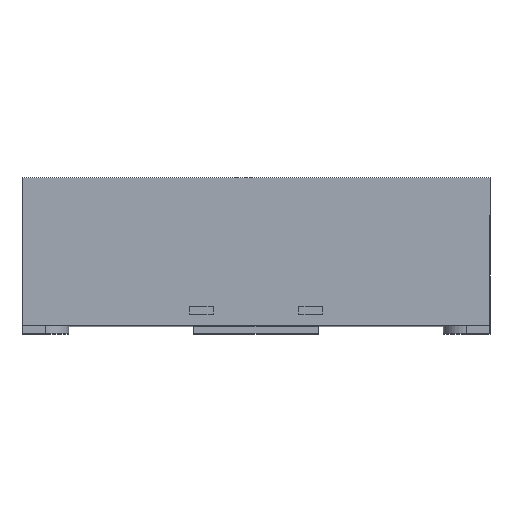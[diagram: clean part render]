
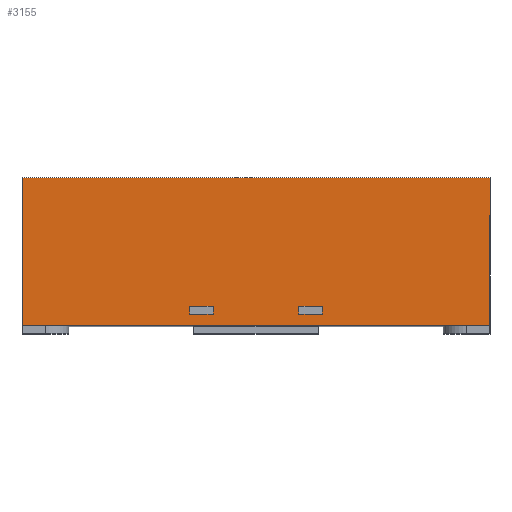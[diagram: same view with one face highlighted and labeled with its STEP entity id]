
A CAD part, top view. The second image highlights one B-rep face of the part: STEP entity #3155.
In plain terms, the highlighted planar face has unit normal (0, 0, 1).
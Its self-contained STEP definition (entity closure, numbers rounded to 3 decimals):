
#31 = FACE_BOUND ( 'NONE', #3971, .T. ) ;
#63 = EDGE_CURVE ( 'NONE', #3145, #2876, #3594, .T. ) ;
#70 = CARTESIAN_POINT ( 'NONE',  ( -0.425, 0.125, 1.5 ) ) ;
#100 = DIRECTION ( 'NONE',  ( -1., 0., 0. ) ) ;
#186 = CARTESIAN_POINT ( 'NONE',  ( 0.425, 0.125, 1.5 ) ) ;
#197 = CARTESIAN_POINT ( 'NONE',  ( 0.425, 0.175, 1.5 ) ) ;
#249 = CARTESIAN_POINT ( 'NONE',  ( -0.275, 0.175, 1.5 ) ) ;
#265 = LINE ( 'NONE', #3779, #2101 ) ;
#275 = ORIENTED_EDGE ( 'NONE', *, *, #1611, .F. ) ;
#281 = VERTEX_POINT ( 'NONE', #1815 ) ;
#326 = VECTOR ( 'NONE', #1710, 1000. ) ;
#372 = CARTESIAN_POINT ( 'NONE',  ( 0.275, 0.175, 1.5 ) ) ;
#581 = CARTESIAN_POINT ( 'NONE',  ( 0.425, 0.125, 1.5 ) ) ;
#625 = CARTESIAN_POINT ( 'NONE',  ( -1.5, -4.243, 1.5 ) ) ;
#632 = EDGE_LOOP ( 'NONE', ( #3786, #2835, #747, #1876 ) ) ;
#747 = ORIENTED_EDGE ( 'NONE', *, *, #2575, .F. ) ;
#760 = EDGE_CURVE ( 'NONE', #2982, #3916, #1263, .T. ) ;
#784 = LINE ( 'NONE', #186, #1222 ) ;
#804 = CARTESIAN_POINT ( 'NONE',  ( -0.425, 0.125, 1.5 ) ) ;
#808 = ORIENTED_EDGE ( 'NONE', *, *, #992, .F. ) ;
#830 = ORIENTED_EDGE ( 'NONE', *, *, #2373, .F. ) ;
#922 = LINE ( 'NONE', #3257, #3318 ) ;
#966 = DIRECTION ( 'NONE',  ( 0., 1., 0. ) ) ;
#992 = EDGE_CURVE ( 'NONE', #2876, #281, #1453, .T. ) ;
#1021 = CARTESIAN_POINT ( 'NONE',  ( 0.425, 0.175, 1.5 ) ) ;
#1069 = LINE ( 'NONE', #2252, #3449 ) ;
#1076 = DIRECTION ( 'NONE',  ( 0., 1., 0. ) ) ;
#1104 = DIRECTION ( 'NONE',  ( -1., 0., 0. ) ) ;
#1222 = VECTOR ( 'NONE', #2055, 1000. ) ;
#1240 = CARTESIAN_POINT ( 'NONE',  ( -1.5, 1., 1.5 ) ) ;
#1263 = LINE ( 'NONE', #625, #1895 ) ;
#1287 = VECTOR ( 'NONE', #2154, 1000. ) ;
#1333 = CARTESIAN_POINT ( 'NONE',  ( -0.425, 0.175, 1.5 ) ) ;
#1339 = DIRECTION ( 'NONE',  ( 0., -1., 0. ) ) ;
#1387 = CARTESIAN_POINT ( 'NONE',  ( -1.5, 1., 1.5 ) ) ;
#1424 = FACE_OUTER_BOUND ( 'NONE', #632, .T. ) ;
#1453 = LINE ( 'NONE', #1333, #3206 ) ;
#1571 = LINE ( 'NONE', #2030, #3575 ) ;
#1602 = EDGE_CURVE ( 'NONE', #2116, #2498, #265, .T. ) ;
#1611 = EDGE_CURVE ( 'NONE', #3304, #2116, #3460, .T. ) ;
#1624 = CARTESIAN_POINT ( 'NONE',  ( -1.5, -4.243, 1.5 ) ) ;
#1630 = CARTESIAN_POINT ( 'NONE',  ( 1.5, 1., 1.5 ) ) ;
#1710 = DIRECTION ( 'NONE',  ( 1., 0., 0. ) ) ;
#1729 = EDGE_CURVE ( 'NONE', #3337, #3304, #784, .T. ) ;
#1815 = CARTESIAN_POINT ( 'NONE',  ( -0.425, 0.175, 1.5 ) ) ;
#1836 = EDGE_CURVE ( 'NONE', #2498, #3337, #922, .T. ) ;
#1876 = ORIENTED_EDGE ( 'NONE', *, *, #760, .F. ) ;
#1894 = CARTESIAN_POINT ( 'NONE',  ( -1.5, 0.05, 1.5 ) ) ;
#1895 = VECTOR ( 'NONE', #2738, 1000. ) ;
#1941 = CARTESIAN_POINT ( 'NONE',  ( -0.275, 0.125, 1.5 ) ) ;
#1961 = LINE ( 'NONE', #1387, #326 ) ;
#2030 = CARTESIAN_POINT ( 'NONE',  ( -1.5, 0.05, 1.5 ) ) ;
#2055 = DIRECTION ( 'NONE',  ( 0., 1., 0. ) ) ;
#2101 = VECTOR ( 'NONE', #1339, 1000. ) ;
#2116 = VERTEX_POINT ( 'NONE', #372 ) ;
#2128 = VECTOR ( 'NONE', #3285, 1000. ) ;
#2130 = EDGE_CURVE ( 'NONE', #3569, #3107, #1069, .T. ) ;
#2154 = DIRECTION ( 'NONE',  ( 1., 0., 0. ) ) ;
#2252 = CARTESIAN_POINT ( 'NONE',  ( 1.5, -4.243, 1.5 ) ) ;
#2254 = CARTESIAN_POINT ( 'NONE',  ( 1.5, 0.05, 1.5 ) ) ;
#2263 = CARTESIAN_POINT ( 'NONE',  ( -0.275, 0.125, 1.5 ) ) ;
#2267 = DIRECTION ( 'NONE',  ( -1., 0., 0. ) ) ;
#2273 = VECTOR ( 'NONE', #1076, 1000. ) ;
#2294 = EDGE_CURVE ( 'NONE', #281, #3510, #3062, .T. ) ;
#2324 = EDGE_CURVE ( 'NONE', #3569, #2982, #1571, .T. ) ;
#2331 = DIRECTION ( 'NONE',  ( 1., 0., 0. ) ) ;
#2373 = EDGE_CURVE ( 'NONE', #3510, #3145, #2403, .T. ) ;
#2401 = ORIENTED_EDGE ( 'NONE', *, *, #63, .F. ) ;
#2403 = LINE ( 'NONE', #3497, #1287 ) ;
#2469 = ORIENTED_EDGE ( 'NONE', *, *, #1729, .F. ) ;
#2498 = VERTEX_POINT ( 'NONE', #2849 ) ;
#2554 = DIRECTION ( 'NONE',  ( 0., 0., 1. ) ) ;
#2575 = EDGE_CURVE ( 'NONE', #3916, #3107, #1961, .T. ) ;
#2625 = VECTOR ( 'NONE', #2267, 1000. ) ;
#2642 = DIRECTION ( 'NONE',  ( 1., 0., 0. ) ) ;
#2728 = FACE_BOUND ( 'NONE', #3196, .T. ) ;
#2738 = DIRECTION ( 'NONE',  ( 0., 1., 0. ) ) ;
#2835 = ORIENTED_EDGE ( 'NONE', *, *, #2130, .T. ) ;
#2849 = CARTESIAN_POINT ( 'NONE',  ( 0.275, 0.125, 1.5 ) ) ;
#2876 = VERTEX_POINT ( 'NONE', #249 ) ;
#2932 = ORIENTED_EDGE ( 'NONE', *, *, #2294, .F. ) ;
#2982 = VERTEX_POINT ( 'NONE', #1894 ) ;
#2998 = ORIENTED_EDGE ( 'NONE', *, *, #1836, .F. ) ;
#3062 = LINE ( 'NONE', #804, #2128 ) ;
#3107 = VERTEX_POINT ( 'NONE', #1630 ) ;
#3131 = ORIENTED_EDGE ( 'NONE', *, *, #1602, .F. ) ;
#3145 = VERTEX_POINT ( 'NONE', #1941 ) ;
#3155 = ADVANCED_FACE ( 'NONE', ( #2728, #31, #1424 ), #3473, .T. ) ;
#3196 = EDGE_LOOP ( 'NONE', ( #2401, #830, #2932, #808 ) ) ;
#3206 = VECTOR ( 'NONE', #100, 1000. ) ;
#3257 = CARTESIAN_POINT ( 'NONE',  ( 0.425, 0.125, 1.5 ) ) ;
#3273 = AXIS2_PLACEMENT_3D ( 'NONE', #1624, #2554, #2642 ) ;
#3285 = DIRECTION ( 'NONE',  ( 0., -1., 0. ) ) ;
#3304 = VERTEX_POINT ( 'NONE', #197 ) ;
#3318 = VECTOR ( 'NONE', #2331, 1000. ) ;
#3337 = VERTEX_POINT ( 'NONE', #581 ) ;
#3449 = VECTOR ( 'NONE', #966, 1000. ) ;
#3460 = LINE ( 'NONE', #1021, #2625 ) ;
#3473 = PLANE ( 'NONE',  #3273 ) ;
#3497 = CARTESIAN_POINT ( 'NONE',  ( -0.425, 0.125, 1.5 ) ) ;
#3510 = VERTEX_POINT ( 'NONE', #70 ) ;
#3569 = VERTEX_POINT ( 'NONE', #2254 ) ;
#3575 = VECTOR ( 'NONE', #1104, 1000. ) ;
#3594 = LINE ( 'NONE', #2263, #2273 ) ;
#3779 = CARTESIAN_POINT ( 'NONE',  ( 0.275, 0.125, 1.5 ) ) ;
#3786 = ORIENTED_EDGE ( 'NONE', *, *, #2324, .F. ) ;
#3916 = VERTEX_POINT ( 'NONE', #1240 ) ;
#3971 = EDGE_LOOP ( 'NONE', ( #2469, #2998, #3131, #275 ) ) ;
